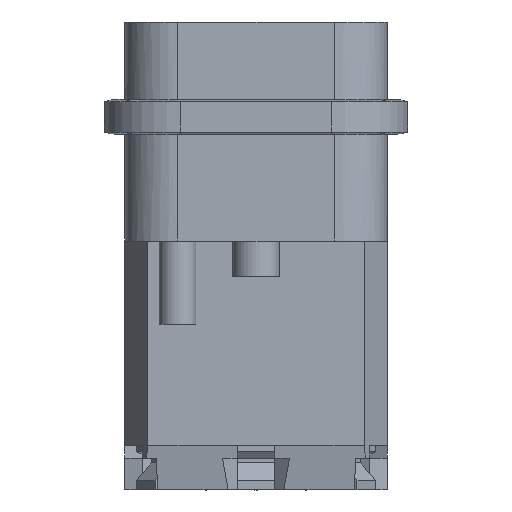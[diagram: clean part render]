
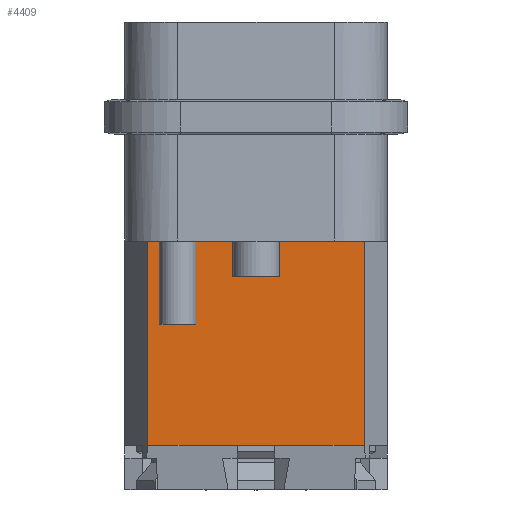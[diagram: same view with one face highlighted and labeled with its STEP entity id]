
A CAD part, left-side view. The second image highlights one B-rep face of the part: STEP entity #4409.
In plain terms, the highlighted planar face has unit normal (-1, 0, 0).
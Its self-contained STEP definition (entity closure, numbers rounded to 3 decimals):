
#3647=PLANE('',#19980);
#4409=ADVANCED_FACE('',(#5247),#3647,.T.);
#5247=FACE_OUTER_BOUND('',#6109,.T.);
#6109=EDGE_LOOP('',(#8965,#8966,#8967,#8968,#8969,#8970));
#8965=ORIENTED_EDGE('',*,*,#13455,.T.);
#8966=ORIENTED_EDGE('',*,*,#13449,.F.);
#8967=ORIENTED_EDGE('',*,*,#13459,.F.);
#8968=ORIENTED_EDGE('',*,*,#13460,.T.);
#8969=ORIENTED_EDGE('',*,*,#13461,.T.);
#8970=ORIENTED_EDGE('',*,*,#13456,.T.);
#10552=VERTEX_POINT('',#25163);
#11650=VERTEX_POINT('',#30227);
#11654=VERTEX_POINT('',#30235);
#11655=VERTEX_POINT('',#30239);
#11660=VERTEX_POINT('',#30258);
#11661=VERTEX_POINT('',#30260);
#13449=EDGE_CURVE('',#11654,#11650,#16254,.T.);
#13455=EDGE_CURVE('',#11655,#11650,#16260,.T.);
#13456=EDGE_CURVE('',#10552,#11655,#14108,.T.);
#13459=EDGE_CURVE('',#11660,#11654,#16262,.T.);
#13460=EDGE_CURVE('',#11660,#11661,#16263,.T.);
#13461=EDGE_CURVE('',#11661,#10552,#16264,.T.);
#14108=B_SPLINE_CURVE_WITH_KNOTS('',3,(#30249,#30250,#30251,#30252),
 .UNSPECIFIED.,.F.,.F.,(4,4),(0.,1.),.UNSPECIFIED.);
#16254=LINE('',#30236,#18005);
#16260=LINE('',#30247,#18011);
#16262=LINE('',#30257,#18013);
#16263=LINE('',#30259,#18014);
#16264=LINE('',#30261,#18015);
#18005=VECTOR('',#23088,1.);
#18011=VECTOR('',#23096,1.);
#18013=VECTOR('',#23104,1.);
#18014=VECTOR('',#23105,1.);
#18015=VECTOR('',#23106,1.);
#19980=AXIS2_PLACEMENT_3D('',#30262,#23107,#23108);
#23088=DIRECTION('',(0.,0.,-1.));
#23096=DIRECTION('',(0.,-1.,0.));
#23104=DIRECTION('',(0.,-1.,0.));
#23105=DIRECTION('',(0.,0.,-1.));
#23106=DIRECTION('',(0.,-1.,0.));
#23107=DIRECTION('',(-1.,0.,0.));
#23108=DIRECTION('',(0.,1.,0.));
#25163=CARTESIAN_POINT('',(-13.2,1.6,-17.45));
#30227=CARTESIAN_POINT('',(-13.2,-9.233,-17.45));
#30235=CARTESIAN_POINT('',(-13.2,-9.233,0.));
#30236=CARTESIAN_POINT('',(-13.2,-9.233,0.));
#30239=CARTESIAN_POINT('',(-13.2,-1.6,-17.45));
#30247=CARTESIAN_POINT('',(-13.2,-1.65,-17.45));
#30249=CARTESIAN_POINT('',(-13.2,1.6,-17.45));
#30250=CARTESIAN_POINT('',(-13.2,0.533,-17.45));
#30251=CARTESIAN_POINT('',(-13.2,-0.533,-17.45));
#30252=CARTESIAN_POINT('',(-13.2,-1.6,-17.45));
#30257=CARTESIAN_POINT('',(-13.2,9.233,0.));
#30258=CARTESIAN_POINT('',(-13.2,9.233,0.));
#30259=CARTESIAN_POINT('',(-13.2,9.233,0.));
#30260=CARTESIAN_POINT('',(-13.2,9.233,-17.45));
#30261=CARTESIAN_POINT('',(-13.2,9.233,-17.45));
#30262=CARTESIAN_POINT('',(-13.2,-9.233,0.));
